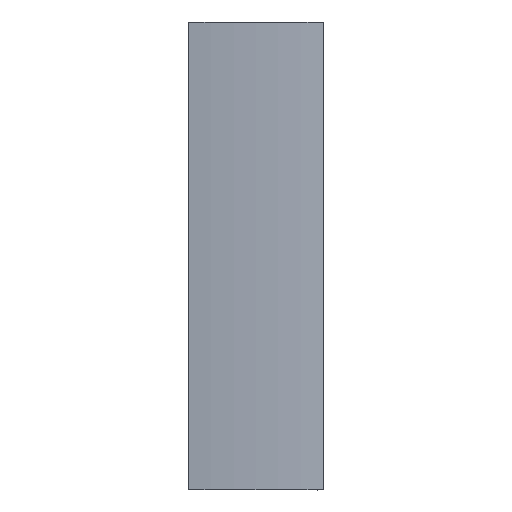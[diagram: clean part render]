
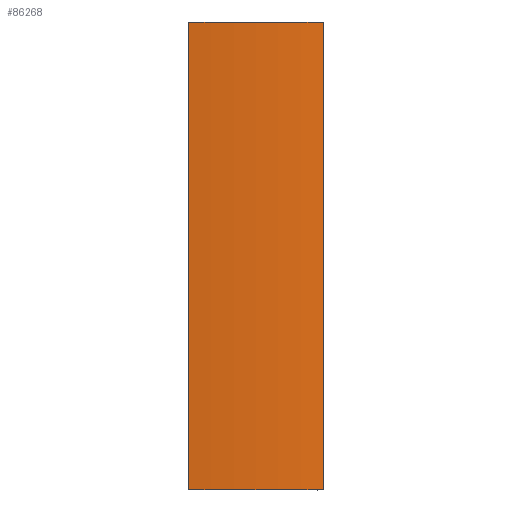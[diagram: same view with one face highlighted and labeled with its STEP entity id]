
A CAD part, top view. The second image highlights one B-rep face of the part: STEP entity #86268.
In plain terms, the highlighted cylindrical face has radius 2000 mm (diameter 4000 mm), a partial arc.
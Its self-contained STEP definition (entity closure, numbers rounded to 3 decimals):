
#85680=CARTESIAN_POINT('',(0.,1.,2000.));
#85681=DIRECTION('',(0.,1.,0.));
#85682=DIRECTION('',(0.,0.,-1.));
#85683=AXIS2_PLACEMENT_3D('',#85680,#85681,#85682);
#85685=DIRECTION('',(0.,-1.,0.));
#85686=VECTOR('',#85685,1548.);
#85687=CARTESIAN_POINT('',(222.778,1549.,12.446));
#85688=LINE('',#85687,#85686);
#85693=DIRECTION('',(0.,-1.,0.));
#85694=VECTOR('',#85693,1548.);
#85695=CARTESIAN_POINT('',(-222.778,1549.,
12.446));
#85696=LINE('',#85695,#85694);
#85751=CARTESIAN_POINT('',(0.,1549.,
2000.));
#85752=DIRECTION('',(0.,1.,0.));
#85753=DIRECTION('',(0.,0.,-1.));
#85754=AXIS2_PLACEMENT_3D('',#85751,#85752,#85753);
#85839=CARTESIAN_POINT('',(0.,1549.,
2000.));
#85840=DIRECTION('',(0.,1.,0.));
#85841=DIRECTION('',(0.111,0.,-0.994));
#85842=AXIS2_PLACEMENT_3D('',#85839,#85840,#85841);
#85873=CARTESIAN_POINT('',(0.,1.,
2000.));
#85874=DIRECTION('',(0.,-1.,0.));
#85875=DIRECTION('',(0.,0.,-1.));
#85876=AXIS2_PLACEMENT_3D('',#85873,#85874,#85875);
#86119=CARTESIAN_POINT('',(-222.778,1.,
12.446));
#86121=VERTEX_POINT('',#86119);
#86124=CARTESIAN_POINT('',(0.,1.,
0.));
#86126=VERTEX_POINT('',#86124);
#86128=CARTESIAN_POINT('',(-222.778,1549.,12.446));
#86130=VERTEX_POINT('',#86128);
#86131=CARTESIAN_POINT('',(0.,1549.,0.));
#86133=VERTEX_POINT('',#86131);
#86187=CARTESIAN_POINT('',(222.778,1.,12.446));
#86188=VERTEX_POINT('',#86187);
#86189=CARTESIAN_POINT('',(222.778,1549.,12.446));
#86190=VERTEX_POINT('',#86189);
#86250=CARTESIAN_POINT('',(0.,1.,2000.));
#86251=DIRECTION('',(0.,1.,0.));
#86252=DIRECTION('',(0.,0.,1.));
#86253=AXIS2_PLACEMENT_3D('',#86250,#86251,#86252);
#86254=CYLINDRICAL_SURFACE('',#86253,2000.);
#86256=ORIENTED_EDGE('',*,*,#86255,.T.);
#86257=ORIENTED_EDGE('',*,*,#86232,.F.);
#86259=ORIENTED_EDGE('',*,*,#86258,.T.);
#86261=ORIENTED_EDGE('',*,*,#86260,.F.);
#86263=ORIENTED_EDGE('',*,*,#86262,.T.);
#86265=ORIENTED_EDGE('',*,*,#86264,.T.);
#86266=EDGE_LOOP('',(#86256,#86257,#86259,#86261,#86263,#86265));
#86267=FACE_OUTER_BOUND('',#86266,.F.);
#85684=CIRCLE('',#85683,2000.);
#85755=CIRCLE('',#85754,2000.);
#85843=CIRCLE('',#85842,2000.);
#85877=CIRCLE('',#85876,2000.);
#86232=EDGE_CURVE('',#86126,#86121,#85684,.T.);
#86255=EDGE_CURVE('',#86130,#86121,#85696,.T.);
#86258=EDGE_CURVE('',#86126,#86188,#85877,.T.);
#86260=EDGE_CURVE('',#86190,#86188,#85688,.T.);
#86262=EDGE_CURVE('',#86190,#86133,#85843,.T.);
#86264=EDGE_CURVE('',#86133,#86130,#85755,.T.);
#86268=ADVANCED_FACE('',(#86267),#86254,.T.);
